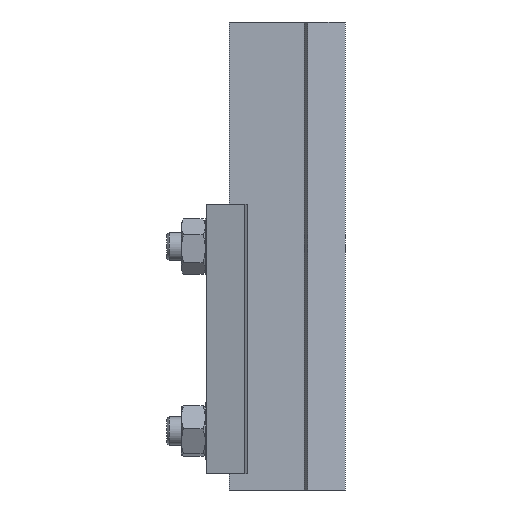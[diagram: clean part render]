
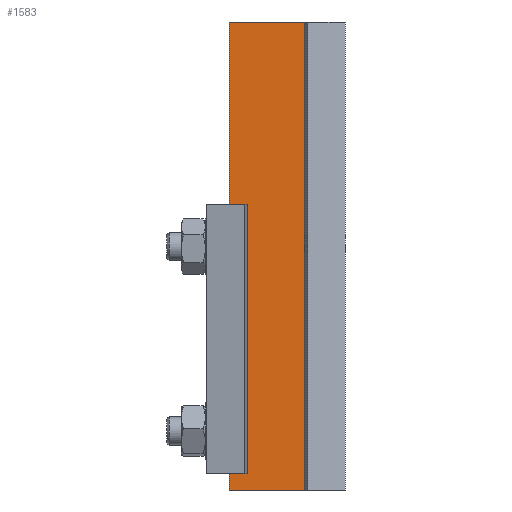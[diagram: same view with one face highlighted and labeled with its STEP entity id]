
A CAD part, left-side view. The second image highlights one B-rep face of the part: STEP entity #1583.
In plain terms, the highlighted face is planar.
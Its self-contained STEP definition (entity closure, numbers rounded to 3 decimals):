
#1357=DIRECTION('',(0.,-1.,0.));
#1358=VECTOR('',#1357,36.799);
#1359=CARTESIAN_POINT('',(0.,0.,165.));
#1360=LINE('',#1359,#1358);
#1401=DIRECTION('',(0.,-1.,0.));
#1402=VECTOR('',#1401,36.799);
#1403=CARTESIAN_POINT('',(0.,0.,0.));
#1404=LINE('',#1403,#1402);
#1405=DIRECTION('',(0.,0.,1.));
#1406=VECTOR('',#1405,165.);
#1407=CARTESIAN_POINT('',(0.,-36.799,0.));
#1408=LINE('',#1407,#1406);
#1409=DIRECTION('',(0.,0.,1.));
#1410=VECTOR('',#1409,165.);
#1411=CARTESIAN_POINT('',(0.,0.,0.));
#1412=LINE('',#1411,#1410);
#1437=CARTESIAN_POINT('',(0.,0.,0.));
#1439=VERTEX_POINT('',#1437);
#1445=CARTESIAN_POINT('',(0.,0.,165.));
#1446=VERTEX_POINT('',#1445);
#1465=CARTESIAN_POINT('',(0.,-36.799,0.));
#1466=CARTESIAN_POINT('',(0.,-36.799,165.));
#1467=VERTEX_POINT('',#1465);
#1468=VERTEX_POINT('',#1466);
#1571=CARTESIAN_POINT('',(0.,0.,165.));
#1572=DIRECTION('',(1.,0.,0.));
#1573=DIRECTION('',(0.,1.,0.));
#1574=AXIS2_PLACEMENT_3D('',#1571,#1572,#1573);
#1575=PLANE('',#1574);
#1576=ORIENTED_EDGE('',*,*,#1538,.T.);
#1578=ORIENTED_EDGE('',*,*,#1577,.T.);
#1579=ORIENTED_EDGE('',*,*,#1496,.F.);
#1580=ORIENTED_EDGE('',*,*,#1564,.F.);
#1581=EDGE_LOOP('',(#1576,#1578,#1579,#1580));
#1582=FACE_OUTER_BOUND('',#1581,.F.);
#1583=ADVANCED_FACE('',(#1582),#1575,.T.);
#1496=EDGE_CURVE('',#1446,#1468,#1360,.T.);
#1538=EDGE_CURVE('',#1439,#1467,#1404,.T.);
#1564=EDGE_CURVE('',#1439,#1446,#1412,.T.);
#1577=EDGE_CURVE('',#1467,#1468,#1408,.T.);
